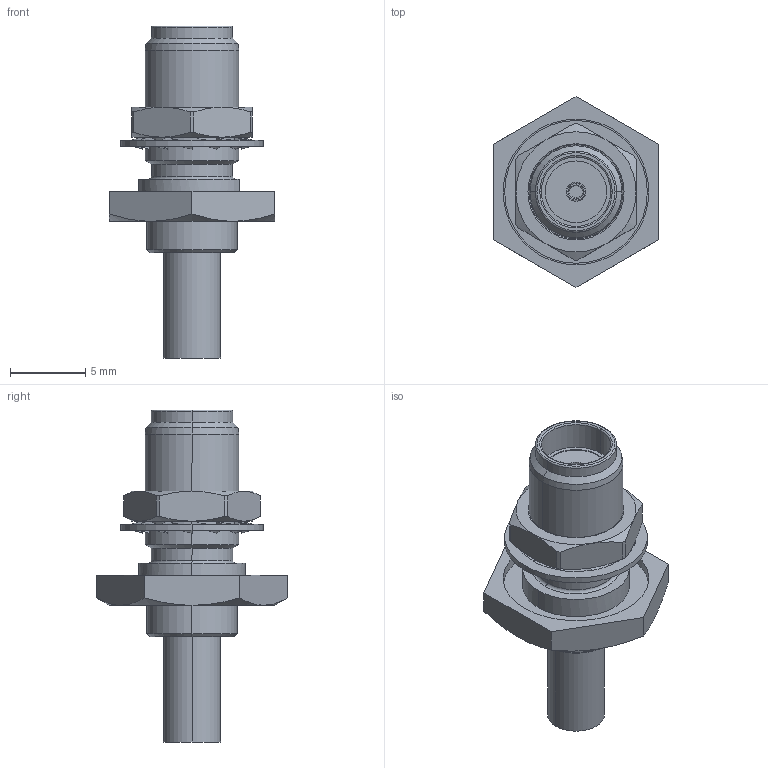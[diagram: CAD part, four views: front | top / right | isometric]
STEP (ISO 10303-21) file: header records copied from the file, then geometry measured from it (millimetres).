
FILE_DESCRIPTION (( 'STEP AP214' ), '1' );
FILE_NAME ('J01151A0001.STEP', '2014-11-17T07:37:27', ( '' ), ( '' ), 'SwSTEP 2.0', 'SolidWorks 2014', '' );
FILE_SCHEMA (( 'AUTOMOTIVE_DESIGN' ));
Length unit declared in the file: millimetre
Products named in the file (1): J01151A0001
Bounding box: 11 x 12.7 x 22.1 mm (x, y, z)
Volume: 649.5 mm3; surface area: 947 mm2
Topology: 2 solids, 2 shells, 179 faces, 424 edges, 264 vertices
Faces by surface type: plane 61, cylinder 40, bspline 36, cone 34, torus 8
Entity records: 7651 total; most frequent: CARTESIAN_POINT 1740, ORIENTED_EDGE 848, DIRECTION 742, EDGE_CURVE 424, AXIS2_PLACEMENT_3D 266, VERTEX_POINT 264, VECTOR 210, LINE 210
